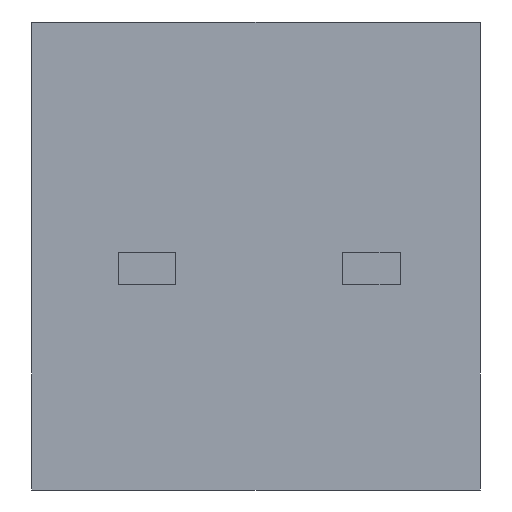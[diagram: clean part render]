
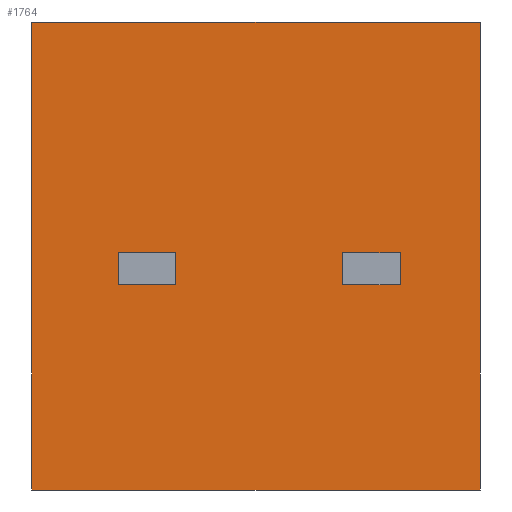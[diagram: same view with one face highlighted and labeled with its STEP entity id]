
A CAD part, front view. The second image highlights one B-rep face of the part: STEP entity #1764.
In plain terms, the highlighted planar face has unit normal (0, -1, 0).
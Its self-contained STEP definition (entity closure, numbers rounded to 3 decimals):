
#84=DIRECTION('',(0.,0.,-1.));
#85=VECTOR('',#84,7.3);
#86=CARTESIAN_POINT('',(-3.5,-4.25,0.));
#87=LINE('',#86,#85);
#140=DIRECTION('',(1.,0.,0.));
#141=VECTOR('',#140,7.);
#142=CARTESIAN_POINT('',(-3.5,-4.25,-7.3));
#143=LINE('',#142,#141);
#198=DIRECTION('',(1.,0.,0.));
#199=VECTOR('',#198,7.);
#200=CARTESIAN_POINT('',(-3.5,-4.25,0.));
#201=LINE('',#200,#199);
#202=DIRECTION('',(0.,0.,1.));
#203=VECTOR('',#202,0.5);
#204=CARTESIAN_POINT('',(-1.25,-4.25,-4.1));
#205=LINE('',#204,#203);
#206=DIRECTION('',(-1.,0.,0.));
#207=VECTOR('',#206,0.9);
#208=CARTESIAN_POINT('',(-1.25,-4.25,-3.6));
#209=LINE('',#208,#207);
#210=DIRECTION('',(0.,0.,1.));
#211=VECTOR('',#210,0.5);
#212=CARTESIAN_POINT('',(-2.15,-4.25,-4.1));
#213=LINE('',#212,#211);
#214=DIRECTION('',(-1.,0.,0.));
#215=VECTOR('',#214,0.9);
#216=CARTESIAN_POINT('',(-1.25,-4.25,-4.1));
#217=LINE('',#216,#215);
#218=DIRECTION('',(0.,0.,1.));
#219=VECTOR('',#218,0.5);
#220=CARTESIAN_POINT('',(2.25,-4.25,-4.1));
#221=LINE('',#220,#219);
#222=DIRECTION('',(-1.,0.,0.));
#223=VECTOR('',#222,0.9);
#224=CARTESIAN_POINT('',(2.25,-4.25,-3.6));
#225=LINE('',#224,#223);
#226=DIRECTION('',(0.,0.,1.));
#227=VECTOR('',#226,0.5);
#228=CARTESIAN_POINT('',(1.35,-4.25,-4.1));
#229=LINE('',#228,#227);
#230=DIRECTION('',(-1.,0.,0.));
#231=VECTOR('',#230,0.9);
#232=CARTESIAN_POINT('',(2.25,-4.25,-4.1));
#233=LINE('',#232,#231);
#498=DIRECTION('',(0.,0.,-1.));
#499=VECTOR('',#498,7.3);
#500=CARTESIAN_POINT('',(3.5,-4.25,0.));
#501=LINE('',#500,#499);
#1270=CARTESIAN_POINT('',(-3.5,-4.25,0.));
#1271=VERTEX_POINT('',#1270);
#1272=CARTESIAN_POINT('',(-3.5,-4.25,-7.3));
#1273=VERTEX_POINT('',#1272);
#1286=CARTESIAN_POINT('',(3.5,-4.25,0.));
#1287=VERTEX_POINT('',#1286);
#1288=CARTESIAN_POINT('',(3.5,-4.25,-7.3));
#1289=VERTEX_POINT('',#1288);
#1496=CARTESIAN_POINT('',(-1.25,-4.25,-4.1));
#1497=CARTESIAN_POINT('',(-1.25,-4.25,-3.6));
#1498=VERTEX_POINT('',#1496);
#1499=VERTEX_POINT('',#1497);
#1500=CARTESIAN_POINT('',(-2.15,-4.25,-4.1));
#1501=CARTESIAN_POINT('',(-2.15,-4.25,-3.6));
#1502=VERTEX_POINT('',#1500);
#1503=VERTEX_POINT('',#1501);
#1504=CARTESIAN_POINT('',(2.25,-4.25,-4.1));
#1505=CARTESIAN_POINT('',(2.25,-4.25,-3.6));
#1506=VERTEX_POINT('',#1504);
#1507=VERTEX_POINT('',#1505);
#1508=CARTESIAN_POINT('',(1.35,-4.25,-4.1));
#1509=CARTESIAN_POINT('',(1.35,-4.25,-3.6));
#1510=VERTEX_POINT('',#1508);
#1511=VERTEX_POINT('',#1509);
#1731=CARTESIAN_POINT('',(-3.5,-4.25,0.));
#1732=DIRECTION('',(0.,-1.,0.));
#1733=DIRECTION('',(0.,0.,-1.));
#1734=AXIS2_PLACEMENT_3D('',#1731,#1732,#1733);
#1735=PLANE('',#1734);
#1736=ORIENTED_EDGE('',*,*,#1605,.F.);
#1738=ORIENTED_EDGE('',*,*,#1737,.T.);
#1740=ORIENTED_EDGE('',*,*,#1739,.T.);
#1741=ORIENTED_EDGE('',*,*,#1693,.F.);
#1742=EDGE_LOOP('',(#1736,#1738,#1740,#1741));
#1743=FACE_OUTER_BOUND('',#1742,.F.);
#1745=ORIENTED_EDGE('',*,*,#1744,.T.);
#1747=ORIENTED_EDGE('',*,*,#1746,.T.);
#1749=ORIENTED_EDGE('',*,*,#1748,.F.);
#1751=ORIENTED_EDGE('',*,*,#1750,.F.);
#1752=EDGE_LOOP('',(#1745,#1747,#1749,#1751));
#1753=FACE_BOUND('',#1752,.F.);
#1755=ORIENTED_EDGE('',*,*,#1754,.T.);
#1757=ORIENTED_EDGE('',*,*,#1756,.T.);
#1759=ORIENTED_EDGE('',*,*,#1758,.F.);
#1761=ORIENTED_EDGE('',*,*,#1760,.F.);
#1762=EDGE_LOOP('',(#1755,#1757,#1759,#1761));
#1763=FACE_BOUND('',#1762,.F.);
#1764=ADVANCED_FACE('',(#1743,#1753,#1763),#1735,.T.);
#1605=EDGE_CURVE('',#1271,#1273,#87,.T.);
#1693=EDGE_CURVE('',#1273,#1289,#143,.T.);
#1737=EDGE_CURVE('',#1271,#1287,#201,.T.);
#1739=EDGE_CURVE('',#1287,#1289,#501,.T.);
#1744=EDGE_CURVE('',#1498,#1499,#205,.T.);
#1746=EDGE_CURVE('',#1499,#1503,#209,.T.);
#1748=EDGE_CURVE('',#1502,#1503,#213,.T.);
#1750=EDGE_CURVE('',#1498,#1502,#217,.T.);
#1754=EDGE_CURVE('',#1506,#1507,#221,.T.);
#1756=EDGE_CURVE('',#1507,#1511,#225,.T.);
#1758=EDGE_CURVE('',#1510,#1511,#229,.T.);
#1760=EDGE_CURVE('',#1506,#1510,#233,.T.);
